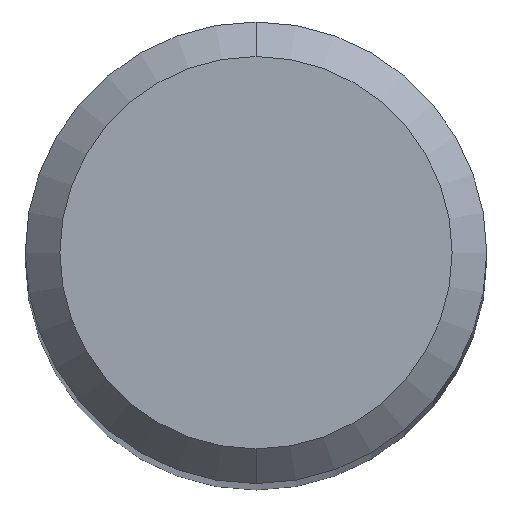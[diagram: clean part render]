
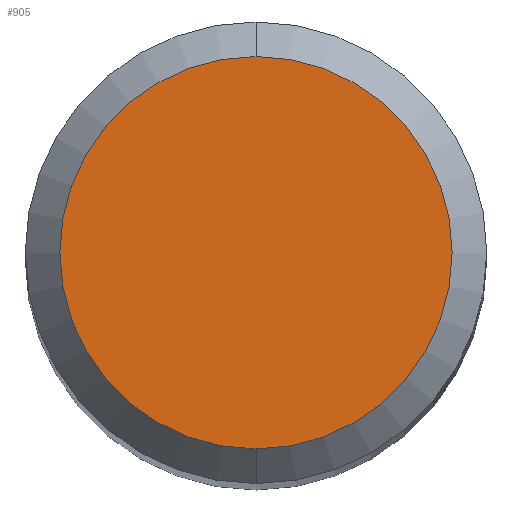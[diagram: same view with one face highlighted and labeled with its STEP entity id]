
A CAD part, top view. The second image highlights one B-rep face of the part: STEP entity #905.
In plain terms, the highlighted planar face has unit normal (0, 0, 1).
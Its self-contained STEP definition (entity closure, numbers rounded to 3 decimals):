
#833=EDGE_CURVE('',#1201,#965,#1720,.T.);
#905=ADVANCED_FACE('',(#1796),#1797,.T.);
#965=VERTEX_POINT('',#1863);
#999=EDGE_CURVE('',#965,#1201,#1898,.T.);
#1201=VERTEX_POINT('',#2118);
#1720=CIRCLE('',#3959,1.7);
#1796=FACE_OUTER_BOUND('',#4339,.T.);
#1797=PLANE('',#4340);
#1863=CARTESIAN_POINT('',(0.0,1.7,0.0));
#1898=CIRCLE('',#4754,1.7);
#2118=CARTESIAN_POINT('',(0.,-1.7,0.0));
#3959=AXIS2_PLACEMENT_3D('',#6727,#6728,#6729);
#4339=EDGE_LOOP('',(#6800,#6801));
#4340=AXIS2_PLACEMENT_3D('',#6802,#6803,#6804);
#4754=AXIS2_PLACEMENT_3D('',#6888,#6889,#6890);
#6727=CARTESIAN_POINT('',(0.0,0.0,0.0));
#6728=DIRECTION('',(0.0,0.0,-1.0));
#6729=DIRECTION('',(0.0,1.0,0.0));
#6800=ORIENTED_EDGE('',*,*,#999,.F.);
#6801=ORIENTED_EDGE('',*,*,#833,.F.);
#6802=CARTESIAN_POINT('',(0.0,0.85,0.0));
#6803=DIRECTION('',(-0.0,0.0,1.0));
#6804=DIRECTION('',(0.0,-1.0,0.0));
#6888=CARTESIAN_POINT('',(0.0,0.0,0.0));
#6889=DIRECTION('',(0.0,0.0,-1.0));
#6890=DIRECTION('',(0.0,1.0,0.0));
